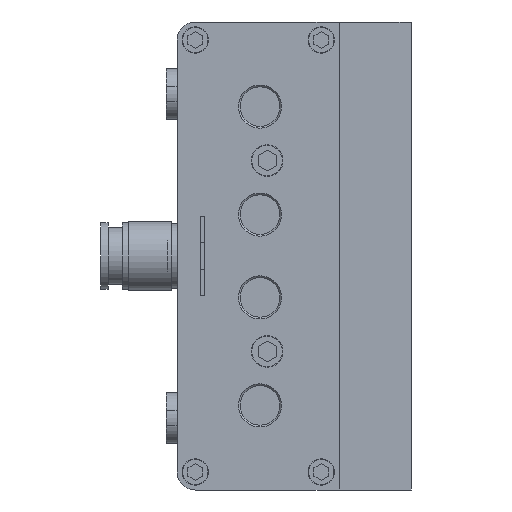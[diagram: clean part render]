
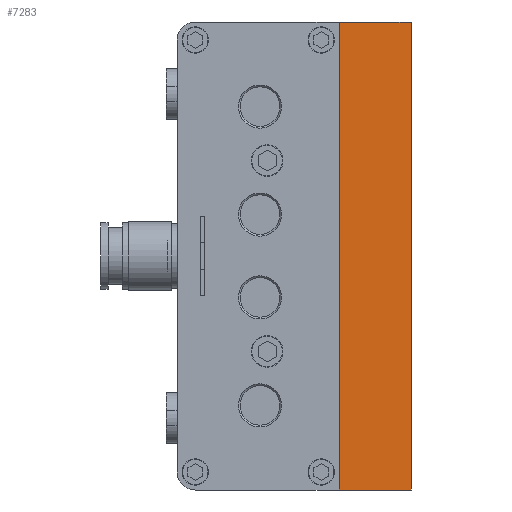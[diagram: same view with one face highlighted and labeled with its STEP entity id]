
A CAD part, left-side view. The second image highlights one B-rep face of the part: STEP entity #7283.
In plain terms, the highlighted planar face has unit normal (-1, 0, 0).
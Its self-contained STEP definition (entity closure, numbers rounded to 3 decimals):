
#246 = LINE ( 'NONE', #6865, #6002 ) ;
#480 = EDGE_CURVE ( 'NONE', #18225, #19853, #30542, .T. ) ;
#1170 = CARTESIAN_POINT ( 'NONE',  ( -536., 0., -65. ) ) ;
#6002 = VECTOR ( 'NONE', #8961, 1000. ) ;
#6865 = CARTESIAN_POINT ( 'NONE',  ( -536., 0., 65. ) ) ;
#7283 = ADVANCED_FACE ( 'NONE', ( #23075 ), #31650, .F. ) ;
#7753 = EDGE_CURVE ( 'NONE', #18225, #24687, #14673, .T. ) ;
#8110 = ORIENTED_EDGE ( 'NONE', *, *, #17941, .F. ) ;
#8961 = DIRECTION ( 'NONE',  ( 0., 0., -1. ) ) ;
#9639 = CARTESIAN_POINT ( 'NONE',  ( -536., -20., 65. ) ) ;
#10815 = DIRECTION ( 'NONE',  ( 0., 1., 0. ) ) ;
#11484 = VECTOR ( 'NONE', #10815, 1000. ) ;
#12376 = CARTESIAN_POINT ( 'NONE',  ( -536., -20., -65. ) ) ;
#13842 = LINE ( 'NONE', #27912, #11484 ) ;
#14673 = LINE ( 'NONE', #34278, #16201 ) ;
#16201 = VECTOR ( 'NONE', #16965, 1000. ) ;
#16965 = DIRECTION ( 'NONE',  ( 0., 1., 0. ) ) ;
#17941 = EDGE_CURVE ( 'NONE', #19853, #36618, #13842, .T. ) ;
#18225 = VERTEX_POINT ( 'NONE', #22336 ) ;
#19839 = EDGE_CURVE ( 'NONE', #24687, #36618, #246, .T. ) ;
#19853 = VERTEX_POINT ( 'NONE', #12376 ) ;
#20420 = CARTESIAN_POINT ( 'NONE',  ( -536., -20., 65. ) ) ;
#22336 = CARTESIAN_POINT ( 'NONE',  ( -536., -20., 65. ) ) ;
#23075 = FACE_OUTER_BOUND ( 'NONE', #35187, .T. ) ;
#24687 = VERTEX_POINT ( 'NONE', #28969 ) ;
#25719 = AXIS2_PLACEMENT_3D ( 'NONE', #20420, #37542, #35063 ) ;
#27912 = CARTESIAN_POINT ( 'NONE',  ( -536., -20., -65. ) ) ;
#28969 = CARTESIAN_POINT ( 'NONE',  ( -536., 0., 65. ) ) ;
#29215 = ORIENTED_EDGE ( 'NONE', *, *, #19839, .T. ) ;
#30157 = DIRECTION ( 'NONE',  ( 0., 0., -1. ) ) ;
#30542 = LINE ( 'NONE', #9639, #34580 ) ;
#31650 = PLANE ( 'NONE',  #25719 ) ;
#33076 = ORIENTED_EDGE ( 'NONE', *, *, #480, .F. ) ;
#34278 = CARTESIAN_POINT ( 'NONE',  ( -536., -20., 65. ) ) ;
#34580 = VECTOR ( 'NONE', #30157, 1000. ) ;
#35063 = DIRECTION ( 'NONE',  ( 0., 0., -1. ) ) ;
#35187 = EDGE_LOOP ( 'NONE', ( #29215, #8110, #33076, #37187 ) ) ;
#36618 = VERTEX_POINT ( 'NONE', #1170 ) ;
#37187 = ORIENTED_EDGE ( 'NONE', *, *, #7753, .T. ) ;
#37542 = DIRECTION ( 'NONE',  ( 1., 0., 0. ) ) ;
